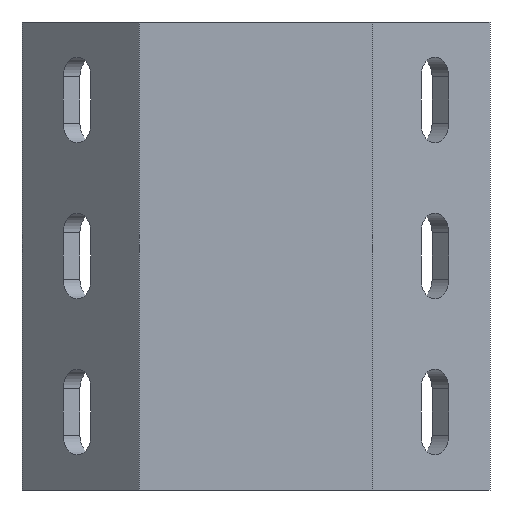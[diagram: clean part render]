
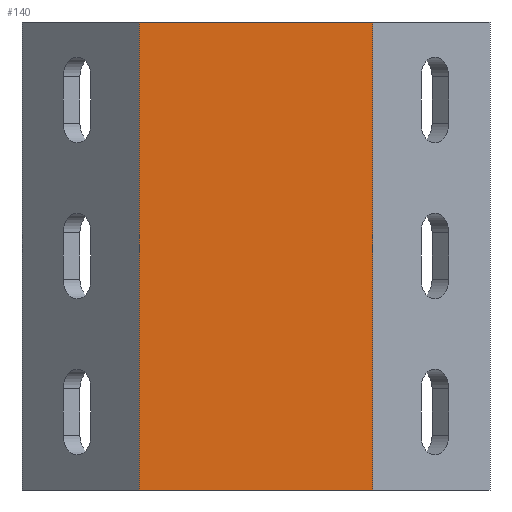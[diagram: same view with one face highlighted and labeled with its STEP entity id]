
A CAD part, front view. The second image highlights one B-rep face of the part: STEP entity #140.
In plain terms, the highlighted planar face has unit normal (0, -1, 0).
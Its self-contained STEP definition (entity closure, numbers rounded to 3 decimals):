
#36 = CARTESIAN_POINT ( 'NONE',  ( 14.979, -3., -40. ) ) ;
#99 = EDGE_CURVE ( 'NONE', #728, #1027, #387, .T. ) ;
#140 = ADVANCED_FACE ( 'NONE', ( #299 ), #1139, .F. ) ;
#194 = CARTESIAN_POINT ( 'NONE',  ( -13.737, -3., -40. ) ) ;
#198 = CARTESIAN_POINT ( 'NONE',  ( -14.979, -3., 0. ) ) ;
#254 = CARTESIAN_POINT ( 'NONE',  ( -14.979, -3., -40. ) ) ;
#267 = AXIS2_PLACEMENT_3D ( 'NONE', #675, #680, #578 ) ;
#298 = DIRECTION ( 'NONE',  ( 0., 0., -1. ) ) ;
#299 = FACE_OUTER_BOUND ( 'NONE', #518, .T. ) ;
#309 = ORIENTED_EDGE ( 'NONE', *, *, #99, .T. ) ;
#372 = LINE ( 'NONE', #855, #874 ) ;
#387 = LINE ( 'NONE', #194, #988 ) ;
#391 = VECTOR ( 'NONE', #298, 1000. ) ;
#458 = EDGE_CURVE ( 'NONE', #769, #728, #669, .T. ) ;
#474 = DIRECTION ( 'NONE',  ( 0., 0., -1. ) ) ;
#476 = DIRECTION ( 'NONE',  ( 1., 0., 0. ) ) ;
#518 = EDGE_LOOP ( 'NONE', ( #786, #309, #652, #709 ) ) ;
#578 = DIRECTION ( 'NONE',  ( -1., 0., 0. ) ) ;
#628 = LINE ( 'NONE', #1103, #1088 ) ;
#648 = DIRECTION ( 'NONE',  ( 1., 0., 0. ) ) ;
#652 = ORIENTED_EDGE ( 'NONE', *, *, #887, .F. ) ;
#669 = LINE ( 'NONE', #198, #391 ) ;
#675 = CARTESIAN_POINT ( 'NONE',  ( -13.737, -3., 0. ) ) ;
#680 = DIRECTION ( 'NONE',  ( 0., 1., 0. ) ) ;
#709 = ORIENTED_EDGE ( 'NONE', *, *, #819, .F. ) ;
#725 = CARTESIAN_POINT ( 'NONE',  ( -14.979, -3., 20. ) ) ;
#728 = VERTEX_POINT ( 'NONE', #254 ) ;
#769 = VERTEX_POINT ( 'NONE', #725 ) ;
#786 = ORIENTED_EDGE ( 'NONE', *, *, #458, .T. ) ;
#819 = EDGE_CURVE ( 'NONE', #769, #1201, #628, .T. ) ;
#855 = CARTESIAN_POINT ( 'NONE',  ( 14.979, -3., 0. ) ) ;
#874 = VECTOR ( 'NONE', #474, 1000. ) ;
#887 = EDGE_CURVE ( 'NONE', #1201, #1027, #372, .T. ) ;
#911 = CARTESIAN_POINT ( 'NONE',  ( 14.979, -3., 20. ) ) ;
#988 = VECTOR ( 'NONE', #476, 1000. ) ;
#1027 = VERTEX_POINT ( 'NONE', #36 ) ;
#1088 = VECTOR ( 'NONE', #648, 1000. ) ;
#1103 = CARTESIAN_POINT ( 'NONE',  ( -13.737, -3., 20. ) ) ;
#1139 = PLANE ( 'NONE',  #267 ) ;
#1201 = VERTEX_POINT ( 'NONE', #911 ) ;
